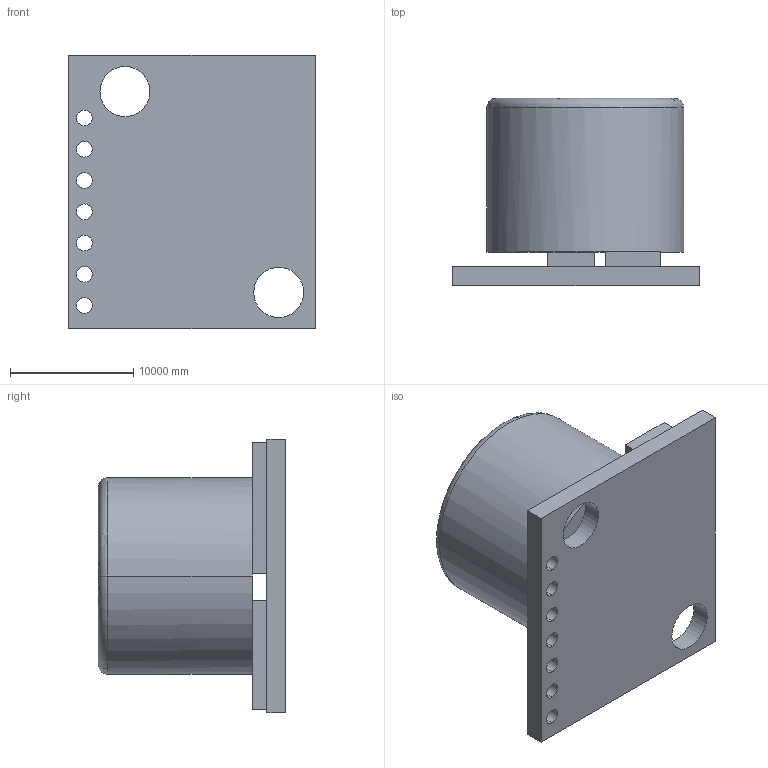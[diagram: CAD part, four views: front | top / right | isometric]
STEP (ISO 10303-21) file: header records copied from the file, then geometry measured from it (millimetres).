
FILE_DESCRIPTION((''),'2;1');
FILE_NAME('SENSOR_SCALED','2013-04-23T',('paul.smith'),(''),'PRO/ENGINEER BY PARAMETRIC TECHNOLOGY CORPORATION, 2012060','PRO/ENGINEER BY PARAMETRIC TECHNOLOGY CORPORATION, 2012060','');
FILE_SCHEMA(('CONFIG_CONTROL_DESIGN'));
Length unit declared in the file: metre
Products named in the file (1): SENSOR_SCALED
Bounding box: 20040.6 x 15214.6 x 22263.1 mm (x, y, z)
Volume: 810427766609 mm3; surface area: 3686719737.1 mm2
Topology: 1 solids, 1 shells, 252 faces, 714 edges, 469 vertices
Faces by surface type: cylinder 151, plane 98, torus 2, extrusion 1
Entity records: 8445 total; most frequent: DIRECTION 1522, CARTESIAN_POINT 1480, ORIENTED_EDGE 1428, EDGE_CURVE 714, AXIS2_PLACEMENT_3D 569, VERTEX_POINT 469, VECTOR 384, LINE 383
